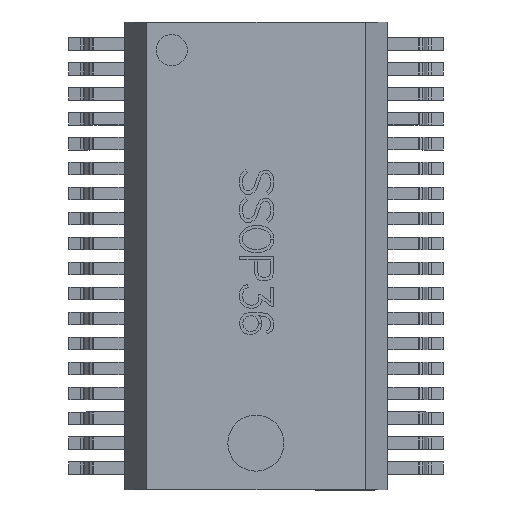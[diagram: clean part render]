
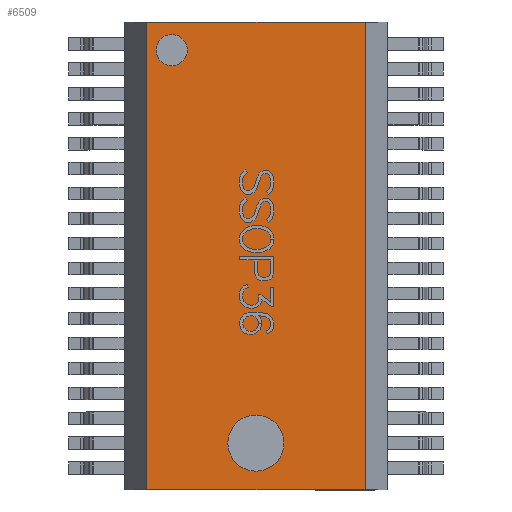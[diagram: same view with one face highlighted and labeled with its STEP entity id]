
A CAD part, top view. The second image highlights one B-rep face of the part: STEP entity #6509.
In plain terms, the highlighted face is planar.
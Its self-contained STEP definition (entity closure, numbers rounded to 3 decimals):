
#2065 = CARTESIAN_POINT ( 'NONE',  ( 3.5, 1.2, 15. ) ) ;
#2070 = DIRECTION ( 'NONE',  ( 0., 0., -1. ) ) ;
#2071 = VECTOR ( 'NONE', #2070, 1000. ) ;
#2072 = CARTESIAN_POINT ( 'NONE',  ( 3.5, 1.2, 0. ) ) ;
#2073 = LINE ( 'NONE', #2072, #2071 ) ;
#2075 = CARTESIAN_POINT ( 'NONE',  ( 3.5, 1.2, 0. ) ) ;
#2100 = CARTESIAN_POINT ( 'NONE',  ( -3.5, 1.2, 15. ) ) ;
#2102 = CARTESIAN_POINT ( 'NONE',  ( -3.5, 1.2, 0. ) ) ;
#2107 = DIRECTION ( 'NONE',  ( 0., 0., 1. ) ) ;
#2108 = VECTOR ( 'NONE', #2107, 1000. ) ;
#2109 = CARTESIAN_POINT ( 'NONE',  ( -3.5, 1.2, 0. ) ) ;
#2113 = LINE ( 'NONE', #2109, #2108 ) ;
#2160 = DIRECTION ( 'NONE',  ( 0., 0., 1. ) ) ;
#2161 = DIRECTION ( 'NONE',  ( 0., 1., 0. ) ) ;
#2162 = CARTESIAN_POINT ( 'NONE',  ( -3.5, 1.2, 0. ) ) ;
#2164 = AXIS2_PLACEMENT_3D ( 'NONE', #2162, #2161, #2160 ) ;
#2165 = PLANE ( 'NONE',  #2164 ) ;
#2166 = FACE_OUTER_BOUND ( 'NONE', #6511, .T. ) ;
#2204 = DIRECTION ( 'NONE',  ( -1., 0., 0. ) ) ;
#2205 = VECTOR ( 'NONE', #2204, 1000. ) ;
#2206 = CARTESIAN_POINT ( 'NONE',  ( -4.2, 1.2, 0. ) ) ;
#2210 = LINE ( 'NONE', #2206, #2205 ) ;
#2279 = DIRECTION ( 'NONE',  ( -1., 0., 0. ) ) ;
#2280 = VECTOR ( 'NONE', #2279, 1000. ) ;
#2281 = CARTESIAN_POINT ( 'NONE',  ( -4.2, 1.2, 15. ) ) ;
#2282 = LINE ( 'NONE', #2281, #2280 ) ;
#6446 = VERTEX_POINT ( 'NONE', #2075 ) ;
#6450 = EDGE_CURVE ( 'NONE', #6452, #6446, #2073, .T. ) ;
#6452 = VERTEX_POINT ( 'NONE', #2065 ) ;
#6463 = EDGE_CURVE ( 'NONE', #6465, #6467, #2113, .T. ) ;
#6465 = VERTEX_POINT ( 'NONE', #2102 ) ;
#6467 = VERTEX_POINT ( 'NONE', #2100 ) ;
#6509 = ADVANCED_FACE ( 'NONE', ( #2166 ), #2165, .T. ) ;
#6511 = EDGE_LOOP ( 'NONE', ( #6514, #6516, #6549, #6551 ) ) ;
#6514 = ORIENTED_EDGE ( 'NONE', *, *, #6450, .T. ) ;
#6516 = ORIENTED_EDGE ( 'NONE', *, *, #6519, .T. ) ;
#6519 = EDGE_CURVE ( 'NONE', #6446, #6465, #2210, .T. ) ;
#6549 = ORIENTED_EDGE ( 'NONE', *, *, #6463, .T. ) ;
#6551 = ORIENTED_EDGE ( 'NONE', *, *, #6552, .F. ) ;
#6552 = EDGE_CURVE ( 'NONE', #6452, #6467, #2282, .T. ) ;
